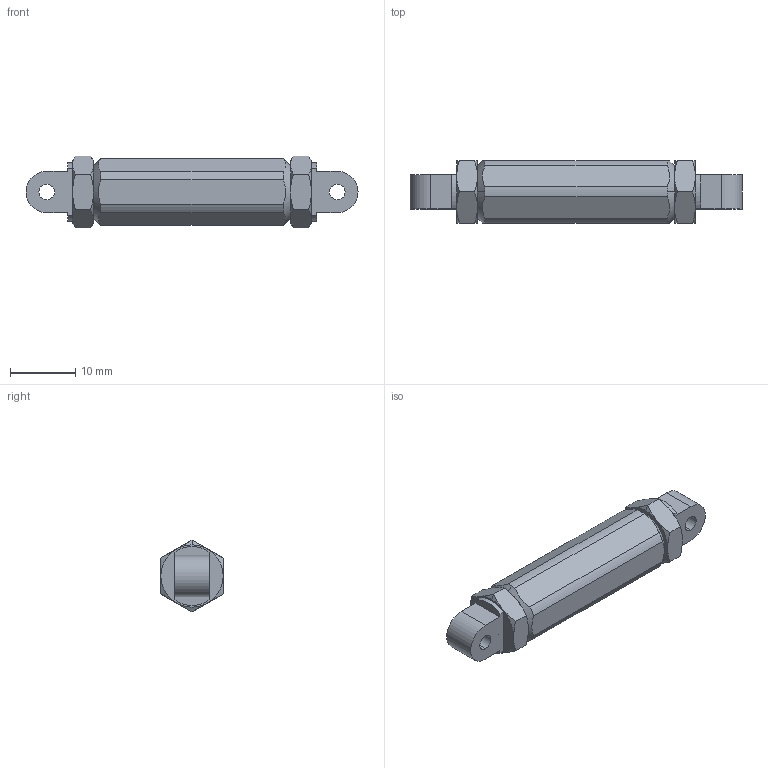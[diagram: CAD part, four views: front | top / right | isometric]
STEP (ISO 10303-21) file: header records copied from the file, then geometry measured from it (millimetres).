
FILE_DESCRIPTION (( 'STEP AP214' ), '1' );
FILE_NAME ('WCP-0247.step', '2023-05-23T21:46:53', ( '' ), ( '' ), 'SwSTEP 2.0', 'SolidWorks 2022', '' );
FILE_SCHEMA (( 'AUTOMOTIVE_DESIGN' ));
Length unit declared in the file: inch
Products named in the file (6): WCP-0247-001 Rev2; WCP-0247-004 Rev1; WCP-0247-005 Rev1; WCP-0247-003 Rev2; WCP-0247-002 Rev2; WCP-0247
Assembly tree (5 placements, depth 2):
  WCP-0247
    WCP-0247-001 Rev2
    WCP-0247-002 Rev2
    WCP-0247-003 Rev2
    WCP-0247-004 Rev1
    WCP-0247-005 Rev1
Bounding box: 50.8 x 9.53 x 11 mm (x, y, z)
Volume: 3219 mm3; surface area: 3234.7 mm2
Topology: 5 solids, 7 shells, 199 faces, 517 edges, 334 vertices
Faces by surface type: cylinder 107, plane 44, cone 36, bspline 12
Entity records: 18029 total; most frequent: CARTESIAN_POINT 13432, ORIENTED_EDGE 1034, DIRECTION 749, EDGE_CURVE 517, VERTEX_POINT 334, AXIS2_PLACEMENT_3D 289, EDGE_LOOP 211, FACE_OUTER_BOUND 199
